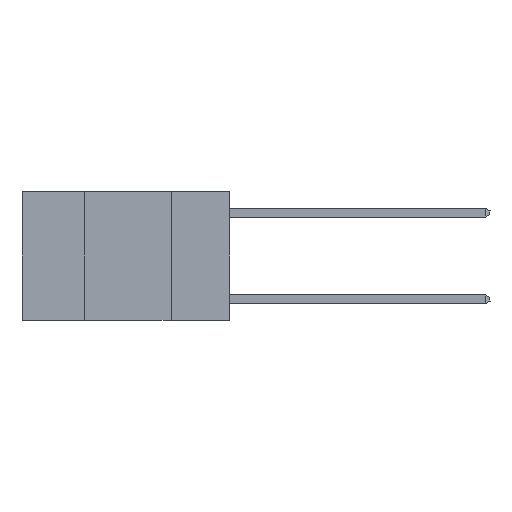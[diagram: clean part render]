
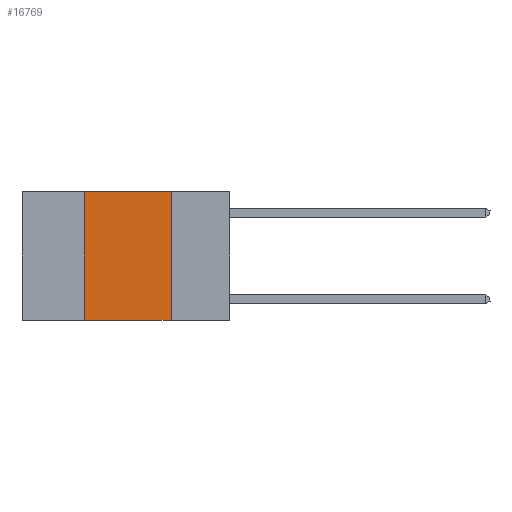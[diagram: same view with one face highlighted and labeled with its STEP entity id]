
A CAD part, left-side view. The second image highlights one B-rep face of the part: STEP entity #16769.
In plain terms, the highlighted planar face has unit normal (-1, 0, 0).
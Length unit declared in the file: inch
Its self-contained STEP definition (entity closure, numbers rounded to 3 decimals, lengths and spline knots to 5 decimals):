
#453 = DIRECTION ( 'NONE',  ( 1., 0., 0. ) ) ;
#687 = FACE_OUTER_BOUND ( 'NONE', #9266, .T. ) ;
#706 = EDGE_CURVE ( 'NONE', #14359, #21607, #1616, .T. ) ;
#1371 = ORIENTED_EDGE ( 'NONE', *, *, #1464, .F. ) ;
#1464 = EDGE_CURVE ( 'NONE', #21607, #13936, #8051, .T. ) ;
#1599 = ORIENTED_EDGE ( 'NONE', *, *, #17938, .T. ) ;
#1616 = LINE ( 'NONE', #12199, #19399 ) ;
#5190 = VECTOR ( 'NONE', #9117, 39.37008 ) ;
#5247 = CARTESIAN_POINT ( 'NONE',  ( 0., 0.6, -0.37 ) ) ;
#6975 = VECTOR ( 'NONE', #12129, 39.37008 ) ;
#7053 = EDGE_CURVE ( 'NONE', #13936, #10347, #11033, .T. ) ;
#7902 = ORIENTED_EDGE ( 'NONE', *, *, #706, .F. ) ;
#8051 = LINE ( 'NONE', #18782, #10007 ) ;
#8208 = CARTESIAN_POINT ( 'NONE',  ( 0., 0.42, -0.37 ) ) ;
#9117 = DIRECTION ( 'NONE',  ( 0., 0., -1. ) ) ;
#9241 = PLANE ( 'NONE',  #18220 ) ;
#9266 = EDGE_LOOP ( 'NONE', ( #20934, #1371, #7902, #1599 ) ) ;
#10007 = VECTOR ( 'NONE', #21851, 39.37008 ) ;
#10291 = CARTESIAN_POINT ( 'NONE',  ( 0., 0.17, -0.37 ) ) ;
#10347 = VERTEX_POINT ( 'NONE', #10291 ) ;
#10817 = DIRECTION ( 'NONE',  ( 0., 0., -1. ) ) ;
#11033 = LINE ( 'NONE', #19311, #5190 ) ;
#11496 = CARTESIAN_POINT ( 'NONE',  ( 0., 0.17, 0. ) ) ;
#12129 = DIRECTION ( 'NONE',  ( 0., -1., 0. ) ) ;
#12199 = CARTESIAN_POINT ( 'NONE',  ( 0., 0.42, 0. ) ) ;
#12960 = CARTESIAN_POINT ( 'NONE',  ( 0., 0.42, 0. ) ) ;
#13936 = VERTEX_POINT ( 'NONE', #11496 ) ;
#14359 = VERTEX_POINT ( 'NONE', #8208 ) ;
#15496 = LINE ( 'NONE', #5247, #6975 ) ;
#16769 = ADVANCED_FACE ( 'NONE', ( #687 ), #9241, .F. ) ;
#17938 = EDGE_CURVE ( 'NONE', #14359, #10347, #15496, .T. ) ;
#18220 = AXIS2_PLACEMENT_3D ( 'NONE', #19318, #453, #10817 ) ;
#18782 = CARTESIAN_POINT ( 'NONE',  ( 0., 0.6, 0. ) ) ;
#19198 = DIRECTION ( 'NONE',  ( 0., 0., 1. ) ) ;
#19311 = CARTESIAN_POINT ( 'NONE',  ( 0., 0.17, 0. ) ) ;
#19318 = CARTESIAN_POINT ( 'NONE',  ( 0., 0.6, 0. ) ) ;
#19399 = VECTOR ( 'NONE', #19198, 39.37008 ) ;
#20934 = ORIENTED_EDGE ( 'NONE', *, *, #7053, .F. ) ;
#21607 = VERTEX_POINT ( 'NONE', #12960 ) ;
#21851 = DIRECTION ( 'NONE',  ( 0., -1., 0. ) ) ;
